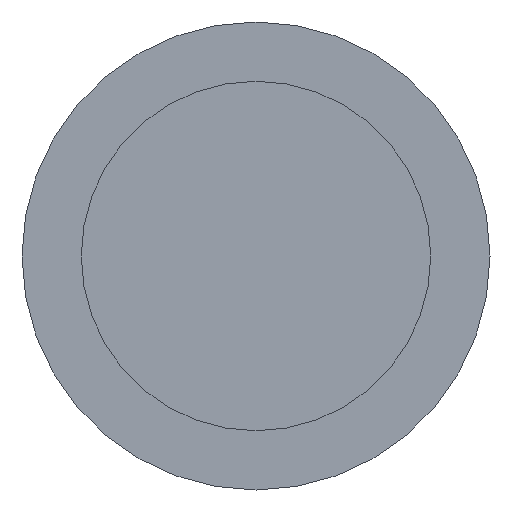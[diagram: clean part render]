
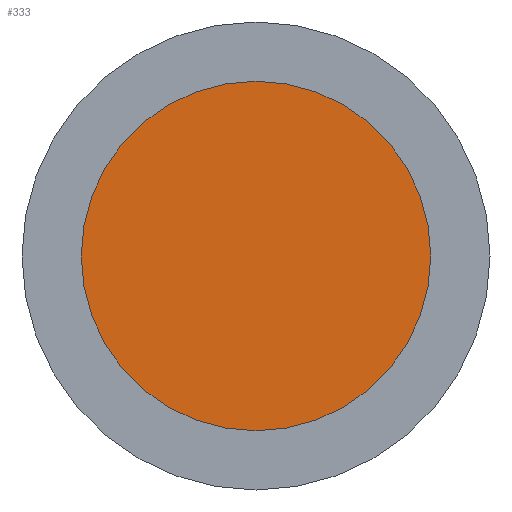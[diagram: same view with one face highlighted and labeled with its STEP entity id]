
A CAD part, front view. The second image highlights one B-rep face of the part: STEP entity #333.
In plain terms, the highlighted planar face has unit normal (0, -1, 0).
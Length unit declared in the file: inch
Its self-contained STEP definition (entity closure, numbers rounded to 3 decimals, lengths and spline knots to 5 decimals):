
#24 = CARTESIAN_POINT ( 'NONE',  ( 0., 0., 0. ) ) ;
#67 = VERTEX_POINT ( 'NONE', #147 ) ;
#93 = DIRECTION ( 'NONE',  ( 0., 0., -1. ) ) ;
#113 = CARTESIAN_POINT ( 'NONE',  ( -0.14, 0., 0. ) ) ;
#117 = CIRCLE ( 'NONE', #353, 0.14 ) ;
#147 = CARTESIAN_POINT ( 'NONE',  ( 0., 0., 0.14 ) ) ;
#153 = VERTEX_POINT ( 'NONE', #312 ) ;
#159 = CARTESIAN_POINT ( 'NONE',  ( 0., 0., 0. ) ) ;
#190 = DIRECTION ( 'NONE',  ( 0., -1., 0. ) ) ;
#191 = DIRECTION ( 'NONE',  ( 0., -1., 0. ) ) ;
#236 = AXIS2_PLACEMENT_3D ( 'NONE', #159, #191, #93 ) ;
#249 = DIRECTION ( 'NONE',  ( 0., 1., 0. ) ) ;
#281 = FACE_OUTER_BOUND ( 'NONE', #336, .T. ) ;
#300 = ORIENTED_EDGE ( 'NONE', *, *, #438, .T. ) ;
#312 = CARTESIAN_POINT ( 'NONE',  ( 0., 0., -0.14 ) ) ;
#333 = ADVANCED_FACE ( 'NONE', ( #281 ), #436, .F. ) ;
#336 = EDGE_LOOP ( 'NONE', ( #300, #416 ) ) ;
#353 = AXIS2_PLACEMENT_3D ( 'NONE', #24, #190, #373 ) ;
#373 = DIRECTION ( 'NONE',  ( 0., 0., -1. ) ) ;
#378 = AXIS2_PLACEMENT_3D ( 'NONE', #113, #249, #427 ) ;
#384 = EDGE_CURVE ( 'NONE', #67, #153, #387, .T. ) ;
#387 = CIRCLE ( 'NONE', #236, 0.14 ) ;
#416 = ORIENTED_EDGE ( 'NONE', *, *, #384, .T. ) ;
#427 = DIRECTION ( 'NONE',  ( 0., 0., 1. ) ) ;
#436 = PLANE ( 'NONE',  #378 ) ;
#438 = EDGE_CURVE ( 'NONE', #153, #67, #117, .T. ) ;
